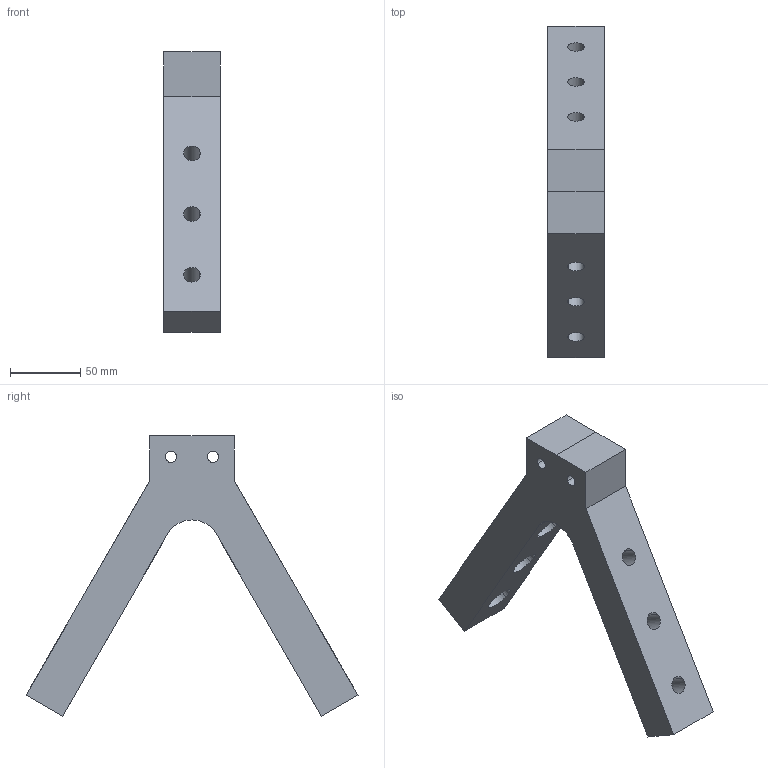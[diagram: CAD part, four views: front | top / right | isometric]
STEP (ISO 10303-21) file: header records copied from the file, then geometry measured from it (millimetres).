
FILE_DESCRIPTION(('CATIA V5 STEP Exchange'),'2;1');
FILE_NAME('(stp)hw4_p2.stp','2024-10-27T13:49:06+00:00',('none'),('none'),'Version 5-6 Release 2012','CATIA V5 STEP AP203','none');
FILE_SCHEMA(('CONFIG_CONTROL_DESIGN'));
Length unit declared in the file: millimetre
Products named in the file (1): Part1
Bounding box: 40 x 236.71 x 200 mm (x, y, z)
Volume: 491836 mm3; surface area: 70788.3 mm2
Topology: 1 solids, 1 shells, 47 faces, 117 edges, 78 vertices
Faces by surface type: cylinder 25, plane 18, cone 4
Entity records: 1350 total; most frequent: ORIENTED_EDGE 234, CARTESIAN_POINT 224, DIRECTION 173, EDGE_CURVE 117, AXIS2_PLACEMENT_3D 87, VERTEX_POINT 78, EDGE_LOOP 69, VECTOR 59
